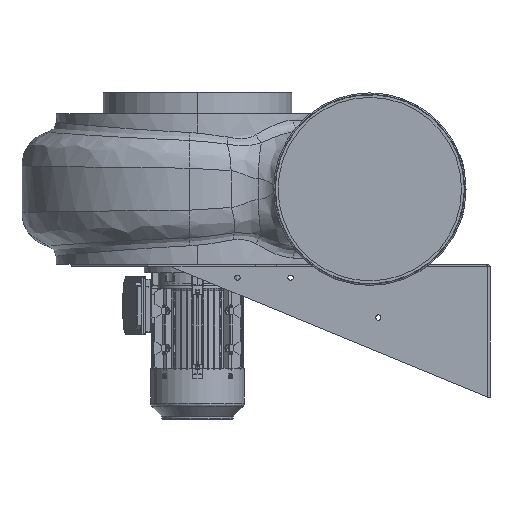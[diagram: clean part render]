
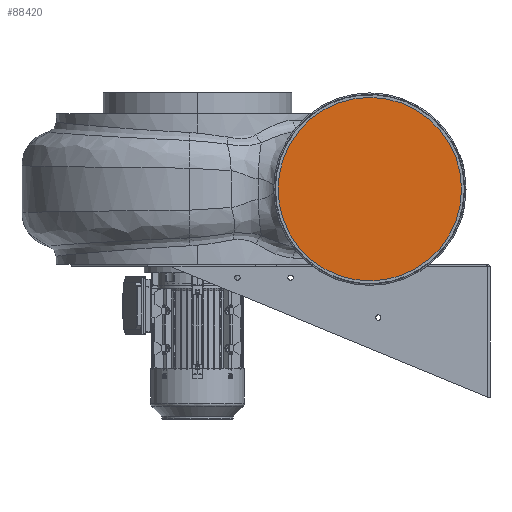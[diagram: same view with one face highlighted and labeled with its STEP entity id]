
A CAD part, left-side view. The second image highlights one B-rep face of the part: STEP entity #88420.
In plain terms, the highlighted planar face has unit normal (-1, 0, 0).
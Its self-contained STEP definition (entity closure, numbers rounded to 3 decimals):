
#3130 = CARTESIAN_POINT ( 'NONE',  ( -402.5, 350., 0. ) ) ;
#4286 = AXIS2_PLACEMENT_3D ( 'NONE', #120511, #19826, #121835 ) ;
#8385 = EDGE_LOOP ( 'NONE', ( #53072, #13698 ) ) ;
#13698 = ORIENTED_EDGE ( 'NONE', *, *, #86842, .F. ) ;
#15208 = CARTESIAN_POINT ( 'NONE',  ( -402.5, 177.5, 0. ) ) ;
#16008 = CARTESIAN_POINT ( 'NONE',  ( -402.5, 5., 0. ) ) ;
#19826 = DIRECTION ( 'NONE',  ( -1., 0., 0. ) ) ;
#28539 = DIRECTION ( 'NONE',  ( 1., 0., 0. ) ) ;
#37197 = DIRECTION ( 'NONE',  ( 0., -1., 0. ) ) ;
#46297 = DIRECTION ( 'NONE',  ( 0., -1., 0. ) ) ;
#53072 = ORIENTED_EDGE ( 'NONE', *, *, #93649, .F. ) ;
#59134 = AXIS2_PLACEMENT_3D ( 'NONE', #88844, #28539, #37197 ) ;
#59793 = AXIS2_PLACEMENT_3D ( 'NONE', #15208, #128445, #46297 ) ;
#82054 = FACE_OUTER_BOUND ( 'NONE', #8385, .T. ) ;
#84484 = CIRCLE ( 'NONE', #59134, 172.5 ) ;
#86842 = EDGE_CURVE ( 'NONE', #127471, #109940, #84484, .T. ) ;
#88420 = ADVANCED_FACE ( 'NONE', ( #82054 ), #90030, .T. ) ;
#88844 = CARTESIAN_POINT ( 'NONE',  ( -402.5, 177.5, 0. ) ) ;
#90030 = PLANE ( 'NONE',  #4286 ) ;
#93649 = EDGE_CURVE ( 'NONE', #109940, #127471, #104133, .T. ) ;
#104133 = CIRCLE ( 'NONE', #59793, 172.5 ) ;
#109940 = VERTEX_POINT ( 'NONE', #16008 ) ;
#120511 = CARTESIAN_POINT ( 'NONE',  ( -402.5, 177.5, 0. ) ) ;
#121835 = DIRECTION ( 'NONE',  ( 0., 1., 0. ) ) ;
#127471 = VERTEX_POINT ( 'NONE', #3130 ) ;
#128445 = DIRECTION ( 'NONE',  ( 1., 0., 0. ) ) ;
